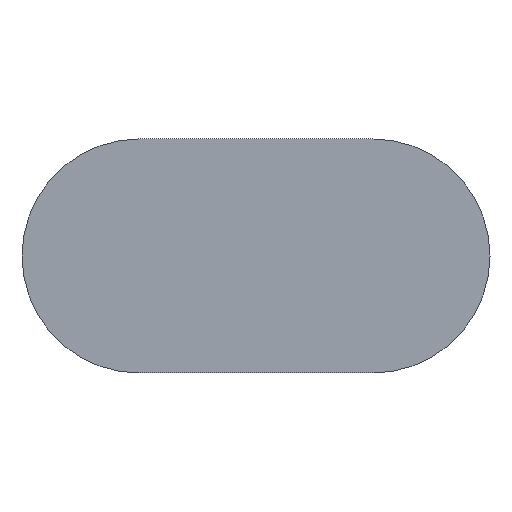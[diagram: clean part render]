
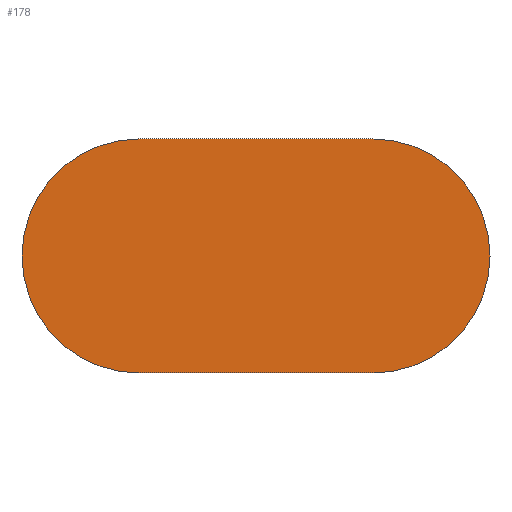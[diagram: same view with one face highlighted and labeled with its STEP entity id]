
A CAD part, front view. The second image highlights one B-rep face of the part: STEP entity #178.
In plain terms, the highlighted planar face has unit normal (0, -1, 0).
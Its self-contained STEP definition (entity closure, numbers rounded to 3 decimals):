
#1=DIRECTION('',(1.,0.,0.));
#2=VECTOR('',#1,15.);
#3=CARTESIAN_POINT('',(-7.5,0.,7.5));
#4=LINE('',#3,#2);
#5=CARTESIAN_POINT('',(7.5,0.,0.));
#6=DIRECTION('',(0.,1.,0.));
#7=DIRECTION('',(0.,0.,1.));
#8=AXIS2_PLACEMENT_3D('',#5,#6,#7);
#10=DIRECTION('',(-1.,0.,0.));
#11=VECTOR('',#10,15.);
#12=CARTESIAN_POINT('',(7.5,0.,-7.5));
#13=LINE('',#12,#11);
#14=CARTESIAN_POINT('',(-7.5,0.,0.));
#15=DIRECTION('',(0.,1.,0.));
#16=DIRECTION('',(0.,0.,-1.));
#17=AXIS2_PLACEMENT_3D('',#14,#15,#16);
#127=CARTESIAN_POINT('',(-7.5,0.,7.5));
#128=CARTESIAN_POINT('',(7.5,0.,7.5));
#129=VERTEX_POINT('',#127);
#130=VERTEX_POINT('',#128);
#131=CARTESIAN_POINT('',(7.5,0.,-7.5));
#132=VERTEX_POINT('',#131);
#133=CARTESIAN_POINT('',(-7.5,0.,-7.5));
#134=VERTEX_POINT('',#133);
#163=CARTESIAN_POINT('',(0.,0.,0.));
#164=DIRECTION('',(0.,1.,0.));
#165=DIRECTION('',(-1.,0.,0.));
#166=AXIS2_PLACEMENT_3D('',#163,#164,#165);
#167=PLANE('',#166);
#169=ORIENTED_EDGE('',*,*,#168,.T.);
#171=ORIENTED_EDGE('',*,*,#170,.T.);
#173=ORIENTED_EDGE('',*,*,#172,.T.);
#175=ORIENTED_EDGE('',*,*,#174,.T.);
#176=EDGE_LOOP('',(#169,#171,#173,#175));
#177=FACE_OUTER_BOUND('',#176,.F.);
#178=ADVANCED_FACE('',(#177),#167,.F.);
#9=CIRCLE('',#8,7.5);
#18=CIRCLE('',#17,7.5);
#168=EDGE_CURVE('',#129,#130,#4,.T.);
#170=EDGE_CURVE('',#130,#132,#9,.T.);
#172=EDGE_CURVE('',#132,#134,#13,.T.);
#174=EDGE_CURVE('',#134,#129,#18,.T.);
